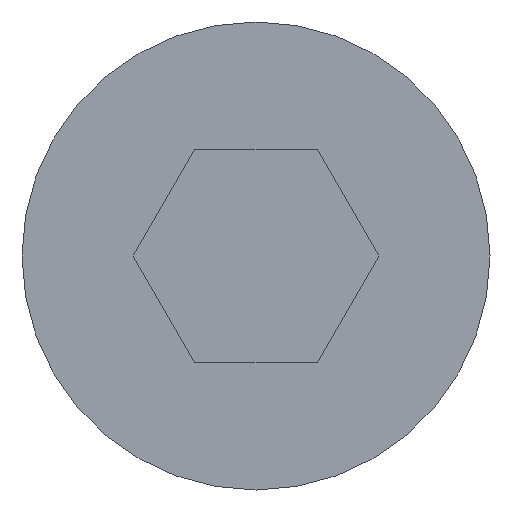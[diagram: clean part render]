
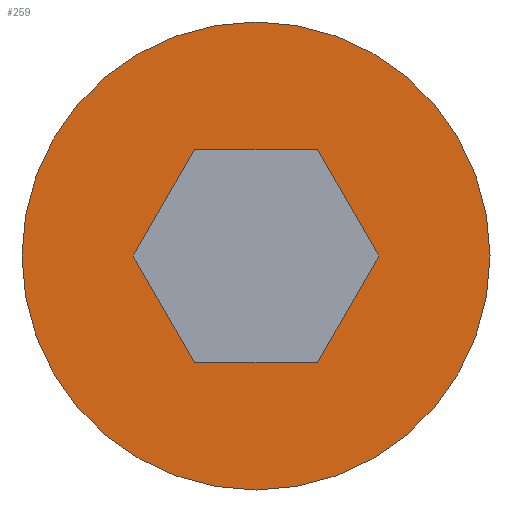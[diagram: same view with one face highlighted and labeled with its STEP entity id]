
A CAD part, front view. The second image highlights one B-rep face of the part: STEP entity #259.
In plain terms, the highlighted planar face has unit normal (0, -1, 0).
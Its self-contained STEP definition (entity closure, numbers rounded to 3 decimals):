
#3 = DIRECTION ( 'NONE',  ( 0., 0., 1. ) ) ;
#6 = CARTESIAN_POINT ( 'NONE',  ( -0.722, 0., 1.25 ) ) ;
#8 = VECTOR ( 'NONE', #399, 1000. ) ;
#14 = DIRECTION ( 'NONE',  ( 0., 1., 0. ) ) ;
#18 = EDGE_CURVE ( 'NONE', #297, #155, #151, .T. ) ;
#27 = CARTESIAN_POINT ( 'NONE',  ( 1.443, 0., 0. ) ) ;
#32 = LINE ( 'NONE', #316, #152 ) ;
#34 = AXIS2_PLACEMENT_3D ( 'NONE', #194, #158, #377 ) ;
#38 = ORIENTED_EDGE ( 'NONE', *, *, #201, .F. ) ;
#43 = ORIENTED_EDGE ( 'NONE', *, *, #126, .F. ) ;
#54 = VERTEX_POINT ( 'NONE', #184 ) ;
#63 = CARTESIAN_POINT ( 'NONE',  ( -0.722, 0., 1.25 ) ) ;
#67 = LINE ( 'NONE', #376, #302 ) ;
#73 = DIRECTION ( 'NONE',  ( 0., 1., 0. ) ) ;
#96 = DIRECTION ( 'NONE',  ( 1., 0., 0. ) ) ;
#109 = ORIENTED_EDGE ( 'NONE', *, *, #357, .F. ) ;
#113 = VECTOR ( 'NONE', #96, 1000. ) ;
#126 = EDGE_CURVE ( 'NONE', #138, #307, #352, .T. ) ;
#133 = DIRECTION ( 'NONE',  ( -1., 0., 0. ) ) ;
#136 = VERTEX_POINT ( 'NONE', #190 ) ;
#138 = VERTEX_POINT ( 'NONE', #278 ) ;
#139 = CIRCLE ( 'NONE', #353, 2.75 ) ;
#140 = CARTESIAN_POINT ( 'NONE',  ( 0., 0., 2.75 ) ) ;
#141 = EDGE_CURVE ( 'NONE', #263, #333, #32, .T. ) ;
#148 = EDGE_LOOP ( 'NONE', ( #395, #272, #150, #305, #211, #109 ) ) ;
#150 = ORIENTED_EDGE ( 'NONE', *, *, #343, .F. ) ;
#151 = LINE ( 'NONE', #243, #8 ) ;
#152 = VECTOR ( 'NONE', #133, 1000. ) ;
#155 = VERTEX_POINT ( 'NONE', #221 ) ;
#158 = DIRECTION ( 'NONE',  ( 0., 1., 0. ) ) ;
#165 = VECTOR ( 'NONE', #195, 1000. ) ;
#168 = DIRECTION ( 'NONE',  ( -0.5, 0., -0.866 ) ) ;
#172 = DIRECTION ( 'NONE',  ( 0., 0., 1. ) ) ;
#174 = CARTESIAN_POINT ( 'NONE',  ( 0., 0., 0. ) ) ;
#184 = CARTESIAN_POINT ( 'NONE',  ( -1.443, 0., 0. ) ) ;
#190 = CARTESIAN_POINT ( 'NONE',  ( -0.722, 0., -1.25 ) ) ;
#191 = LINE ( 'NONE', #220, #113 ) ;
#194 = CARTESIAN_POINT ( 'NONE',  ( 0., 0., 0. ) ) ;
#195 = DIRECTION ( 'NONE',  ( -0.5, 0., 0.866 ) ) ;
#198 = FACE_BOUND ( 'NONE', #148, .T. ) ;
#201 = EDGE_CURVE ( 'NONE', #307, #138, #139, .T. ) ;
#211 = ORIENTED_EDGE ( 'NONE', *, *, #141, .F. ) ;
#220 = CARTESIAN_POINT ( 'NONE',  ( -0.722, 0., -1.25 ) ) ;
#221 = CARTESIAN_POINT ( 'NONE',  ( 1.443, 0., 0. ) ) ;
#234 = PLANE ( 'NONE',  #366 ) ;
#243 = CARTESIAN_POINT ( 'NONE',  ( 0.722, 0., -1.25 ) ) ;
#248 = DIRECTION ( 'NONE',  ( 0.5, 0., -0.866 ) ) ;
#251 = EDGE_CURVE ( 'NONE', #333, #54, #292, .T. ) ;
#259 = ADVANCED_FACE ( 'NONE', ( #198, #260 ), #234, .F. ) ;
#260 = FACE_OUTER_BOUND ( 'NONE', #367, .T. ) ;
#263 = VERTEX_POINT ( 'NONE', #289 ) ;
#272 = ORIENTED_EDGE ( 'NONE', *, *, #396, .F. ) ;
#278 = CARTESIAN_POINT ( 'NONE',  ( 0., 0., -2.75 ) ) ;
#287 = CARTESIAN_POINT ( 'NONE',  ( 0., 0., 0. ) ) ;
#289 = CARTESIAN_POINT ( 'NONE',  ( 0.722, 0., 1.25 ) ) ;
#292 = LINE ( 'NONE', #6, #306 ) ;
#295 = CARTESIAN_POINT ( 'NONE',  ( 0.722, 0., -1.25 ) ) ;
#297 = VERTEX_POINT ( 'NONE', #295 ) ;
#302 = VECTOR ( 'NONE', #248, 1000. ) ;
#305 = ORIENTED_EDGE ( 'NONE', *, *, #251, .F. ) ;
#306 = VECTOR ( 'NONE', #168, 1000. ) ;
#307 = VERTEX_POINT ( 'NONE', #140 ) ;
#316 = CARTESIAN_POINT ( 'NONE',  ( 0.722, 0., 1.25 ) ) ;
#333 = VERTEX_POINT ( 'NONE', #63 ) ;
#343 = EDGE_CURVE ( 'NONE', #54, #136, #67, .T. ) ;
#352 = CIRCLE ( 'NONE', #34, 2.75 ) ;
#353 = AXIS2_PLACEMENT_3D ( 'NONE', #287, #73, #3 ) ;
#357 = EDGE_CURVE ( 'NONE', #155, #263, #408, .T. ) ;
#366 = AXIS2_PLACEMENT_3D ( 'NONE', #174, #14, #172 ) ;
#367 = EDGE_LOOP ( 'NONE', ( #43, #38 ) ) ;
#376 = CARTESIAN_POINT ( 'NONE',  ( -1.443, 0., 0. ) ) ;
#377 = DIRECTION ( 'NONE',  ( 0., 0., 1. ) ) ;
#395 = ORIENTED_EDGE ( 'NONE', *, *, #18, .F. ) ;
#396 = EDGE_CURVE ( 'NONE', #136, #297, #191, .T. ) ;
#399 = DIRECTION ( 'NONE',  ( 0.5, 0., 0.866 ) ) ;
#408 = LINE ( 'NONE', #27, #165 ) ;
